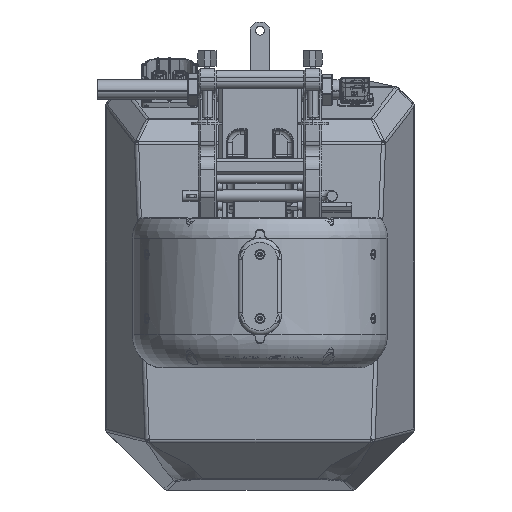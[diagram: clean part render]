
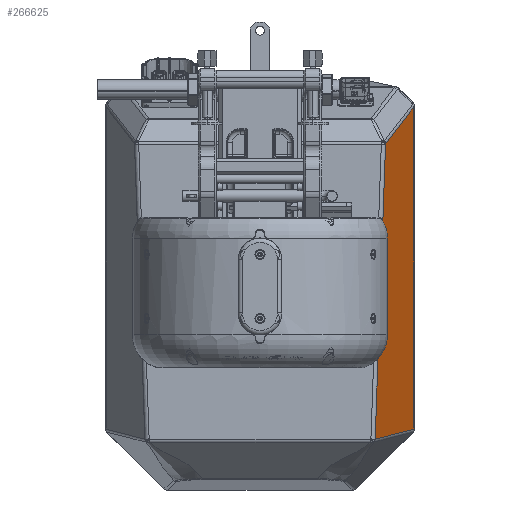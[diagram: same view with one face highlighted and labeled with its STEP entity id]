
A CAD part, front view. The second image highlights one B-rep face of the part: STEP entity #266625.
In plain terms, the highlighted planar face has unit normal (0.965, -0.259, -0.034).
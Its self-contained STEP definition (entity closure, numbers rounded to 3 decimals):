
#1847 = LINE ( 'NONE', #251469, #312039 ) ;
#29781 = ORIENTED_EDGE ( 'NONE', *, *, #77597, .F. ) ;
#31779 = VECTOR ( 'NONE', #32149, 1000. ) ;
#32149 = DIRECTION ( 'NONE',  ( 0., 0.131, -0.991 ) ) ;
#45306 = CARTESIAN_POINT ( 'NONE',  ( 853.088, 982.27, 778.974 ) ) ;
#51650 = LINE ( 'NONE', #268948, #298800 ) ;
#54900 = VECTOR ( 'NONE', #143642, 1000. ) ;
#56867 = CARTESIAN_POINT ( 'NONE',  ( 869.46, 1040.696, 799.277 ) ) ;
#57600 = ORIENTED_EDGE ( 'NONE', *, *, #204516, .T. ) ;
#67223 = CARTESIAN_POINT ( 'NONE',  ( 902.508, 1158.274, 843.034 ) ) ;
#74580 = CARTESIAN_POINT ( 'NONE',  ( 902.508, 1206.667, 475.451 ) ) ;
#77597 = EDGE_CURVE ( 'NONE', #304956, #203508, #169673, .T. ) ;
#85003 = DIRECTION ( 'NONE',  ( -0.177, -0.554, -0.814 ) ) ;
#99800 = FACE_OUTER_BOUND ( 'NONE', #257088, .T. ) ;
#132324 = CARTESIAN_POINT ( 'NONE',  ( 524.128, -140.44, -18.489 ) ) ;
#143642 = DIRECTION ( 'NONE',  ( -0.035, 0., -0.999 ) ) ;
#143930 = VERTEX_POINT ( 'NONE', #353234 ) ;
#157690 = DIRECTION ( 'NONE',  ( -0.259, -0.966, 0. ) ) ;
#159409 = EDGE_CURVE ( 'NONE', #183382, #143930, #281191, .T. ) ;
#169673 = LINE ( 'NONE', #222137, #31779 ) ;
#178790 = CARTESIAN_POINT ( 'NONE',  ( 869.738, 1041.566, 800.556 ) ) ;
#183382 = VERTEX_POINT ( 'NONE', #56867 ) ;
#203508 = VERTEX_POINT ( 'NONE', #74580 ) ;
#204516 = EDGE_CURVE ( 'NONE', #304956, #218112, #291364, .T. ) ;
#210226 = PLANE ( 'NONE',  #237688 ) ;
#218112 = VERTEX_POINT ( 'NONE', #178790 ) ;
#222137 = CARTESIAN_POINT ( 'NONE',  ( 902.508, 1145.942, 936.706 ) ) ;
#237688 = AXIS2_PLACEMENT_3D ( 'NONE', #132324, #244488, #157690 ) ;
#244488 = DIRECTION ( 'NONE',  ( -0.965, 0.259, 0.034 ) ) ;
#246490 = ORIENTED_EDGE ( 'NONE', *, *, #266018, .T. ) ;
#250766 = ORIENTED_EDGE ( 'NONE', *, *, #159409, .T. ) ;
#251469 = CARTESIAN_POINT ( 'NONE',  ( 874.38, 1056.081, 821.887 ) ) ;
#252255 = CARTESIAN_POINT ( 'NONE',  ( 863.546, 1040.696, 631.641 ) ) ;
#257088 = EDGE_LOOP ( 'NONE', ( #250766, #335525, #29781, #57600, #246490 ) ) ;
#266018 = EDGE_CURVE ( 'NONE', #218112, #183382, #1847, .T. ) ;
#266625 = ADVANCED_FACE ( 'NONE', ( #99800 ), #210226, .F. ) ;
#268948 = CARTESIAN_POINT ( 'NONE',  ( 902.54, 1206.783, 475.459 ) ) ;
#281191 = LINE ( 'NONE', #252255, #54900 ) ;
#291364 = LINE ( 'NONE', #45306, #318362 ) ;
#294981 = DIRECTION ( 'NONE',  ( -0.255, -0.909, -0.331 ) ) ;
#298800 = VECTOR ( 'NONE', #353851, 1000. ) ;
#304956 = VERTEX_POINT ( 'NONE', #67223 ) ;
#312039 = VECTOR ( 'NONE', #85003, 1000. ) ;
#316325 = EDGE_CURVE ( 'NONE', #143930, #203508, #51650, .T. ) ;
#318362 = VECTOR ( 'NONE', #294981, 1000. ) ;
#335525 = ORIENTED_EDGE ( 'NONE', *, *, #316325, .T. ) ;
#353234 = CARTESIAN_POINT ( 'NONE',  ( 857.633, 1040.696, 464.005 ) ) ;
#353851 = DIRECTION ( 'NONE',  ( 0.26, 0.963, 0.066 ) ) ;
